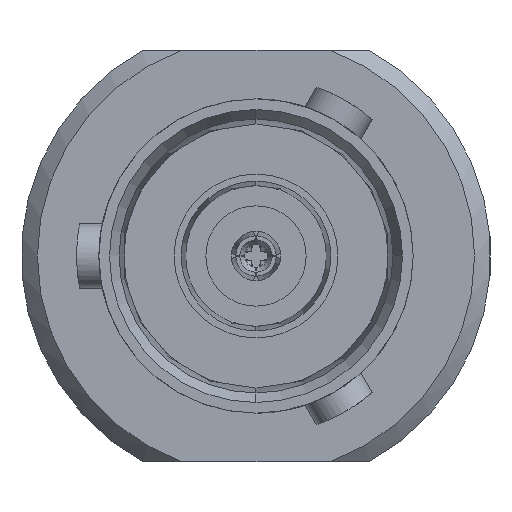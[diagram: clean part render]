
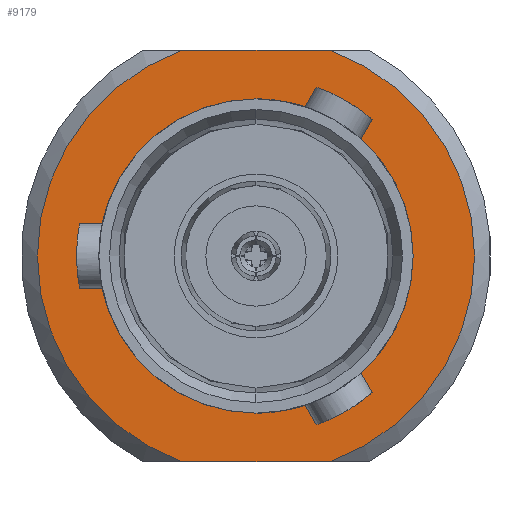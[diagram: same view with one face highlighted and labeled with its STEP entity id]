
A CAD part, left-side view. The second image highlights one B-rep face of the part: STEP entity #9179.
In plain terms, the highlighted face is planar.
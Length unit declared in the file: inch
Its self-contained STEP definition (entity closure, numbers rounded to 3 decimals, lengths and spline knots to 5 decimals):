
#13 = CIRCLE ( 'NONE', #14376, 0.26575 ) ;
#40 = ORIENTED_EDGE ( 'NONE', *, *, #5373, .T. ) ;
#336 = AXIS2_PLACEMENT_3D ( 'NONE', #8702, #13755, #6271 ) ;
#651 = CARTESIAN_POINT ( 'NONE',  ( -0.45276, 0.26575, 0. ) ) ;
#1749 = FACE_OUTER_BOUND ( 'NONE', #7875, .T. ) ;
#1873 = CARTESIAN_POINT ( 'NONE',  ( -0.45276, 0., 0. ) ) ;
#1918 = VERTEX_POINT ( 'NONE', #6292 ) ;
#2211 = ORIENTED_EDGE ( 'NONE', *, *, #7232, .T. ) ;
#2334 = VERTEX_POINT ( 'NONE', #13018 ) ;
#2409 = AXIS2_PLACEMENT_3D ( 'NONE', #651, #9334, #10736 ) ;
#3159 = FACE_BOUND ( 'NONE', #7298, .T. ) ;
#3267 = EDGE_CURVE ( 'NONE', #5487, #2334, #6457, .T. ) ;
#3315 = CARTESIAN_POINT ( 'NONE',  ( -0.45276, 0.26575, -0.25 ) ) ;
#4143 = ORIENTED_EDGE ( 'NONE', *, *, #3267, .T. ) ;
#4452 = DIRECTION ( 'NONE',  ( 1., 0., 0. ) ) ;
#5373 = EDGE_CURVE ( 'NONE', #2334, #11783, #13801, .T. ) ;
#5466 = ORIENTED_EDGE ( 'NONE', *, *, #12202, .F. ) ;
#5487 = VERTEX_POINT ( 'NONE', #10060 ) ;
#5805 = CIRCLE ( 'NONE', #9281, 0.191 ) ;
#6271 = DIRECTION ( 'NONE',  ( 0., 0., -1. ) ) ;
#6292 = CARTESIAN_POINT ( 'NONE',  ( -0.45276, 0., 0.191 ) ) ;
#6457 = CIRCLE ( 'NONE', #336, 0.26575 ) ;
#6739 = DIRECTION ( 'NONE',  ( 1., 0., 0. ) ) ;
#6872 = LINE ( 'NONE', #13192, #7708 ) ;
#6892 = DIRECTION ( 'NONE',  ( 0., 0., -1. ) ) ;
#7122 = DIRECTION ( 'NONE',  ( 0., -1., 0. ) ) ;
#7127 = CARTESIAN_POINT ( 'NONE',  ( -0.45276, 0., 0. ) ) ;
#7152 = AXIS2_PLACEMENT_3D ( 'NONE', #1873, #4452, #14766 ) ;
#7232 = EDGE_CURVE ( 'NONE', #14538, #5487, #6872, .T. ) ;
#7298 = EDGE_LOOP ( 'NONE', ( #5466, #12937 ) ) ;
#7571 = DIRECTION ( 'NONE',  ( 0., 1., 0. ) ) ;
#7693 = VECTOR ( 'NONE', #7571, 39.37008 ) ;
#7708 = VECTOR ( 'NONE', #7122, 39.37008 ) ;
#7875 = EDGE_LOOP ( 'NONE', ( #4143, #40, #12109, #2211 ) ) ;
#8702 = CARTESIAN_POINT ( 'NONE',  ( -0.45276, 0., 0. ) ) ;
#9179 = ADVANCED_FACE ( 'NONE', ( #3159, #1749 ), #15734, .F. ) ;
#9281 = AXIS2_PLACEMENT_3D ( 'NONE', #7127, #12186, #10702 ) ;
#9334 = DIRECTION ( 'NONE',  ( -1., 0., 0. ) ) ;
#10060 = CARTESIAN_POINT ( 'NONE',  ( -0.45276, -0.09012, 0.25 ) ) ;
#10190 = EDGE_CURVE ( 'NONE', #11783, #14538, #13, .T. ) ;
#10591 = CIRCLE ( 'NONE', #7152, 0.191 ) ;
#10607 = VERTEX_POINT ( 'NONE', #12853 ) ;
#10702 = DIRECTION ( 'NONE',  ( 0., 0., -1. ) ) ;
#10736 = DIRECTION ( 'NONE',  ( 0., 0., 1. ) ) ;
#11783 = VERTEX_POINT ( 'NONE', #14201 ) ;
#12109 = ORIENTED_EDGE ( 'NONE', *, *, #10190, .T. ) ;
#12186 = DIRECTION ( 'NONE',  ( 1., 0., 0. ) ) ;
#12202 = EDGE_CURVE ( 'NONE', #10607, #1918, #10591, .T. ) ;
#12296 = EDGE_CURVE ( 'NONE', #1918, #10607, #5805, .T. ) ;
#12853 = CARTESIAN_POINT ( 'NONE',  ( -0.45276, 0., -0.191 ) ) ;
#12937 = ORIENTED_EDGE ( 'NONE', *, *, #12296, .F. ) ;
#13018 = CARTESIAN_POINT ( 'NONE',  ( -0.45276, -0.09012, -0.25 ) ) ;
#13192 = CARTESIAN_POINT ( 'NONE',  ( -0.45276, 0.26575, 0.25 ) ) ;
#13755 = DIRECTION ( 'NONE',  ( 1., 0., 0. ) ) ;
#13801 = LINE ( 'NONE', #3315, #7693 ) ;
#14201 = CARTESIAN_POINT ( 'NONE',  ( -0.45276, 0.09012, -0.25 ) ) ;
#14376 = AXIS2_PLACEMENT_3D ( 'NONE', #15635, #6739, #6892 ) ;
#14538 = VERTEX_POINT ( 'NONE', #15876 ) ;
#14766 = DIRECTION ( 'NONE',  ( 0., 0., -1. ) ) ;
#15635 = CARTESIAN_POINT ( 'NONE',  ( -0.45276, 0., 0. ) ) ;
#15734 = PLANE ( 'NONE',  #2409 ) ;
#15876 = CARTESIAN_POINT ( 'NONE',  ( -0.45276, 0.09012, 0.25 ) ) ;
